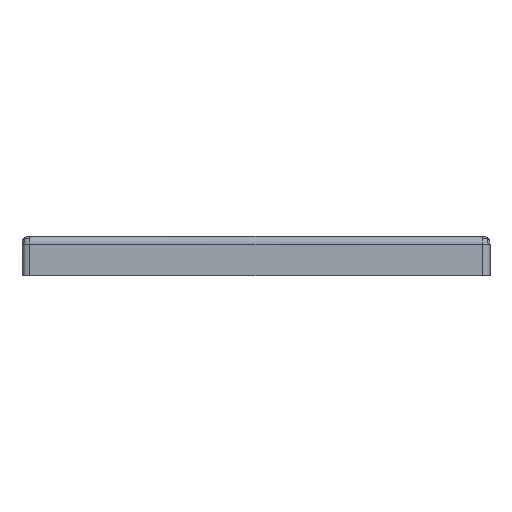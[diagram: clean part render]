
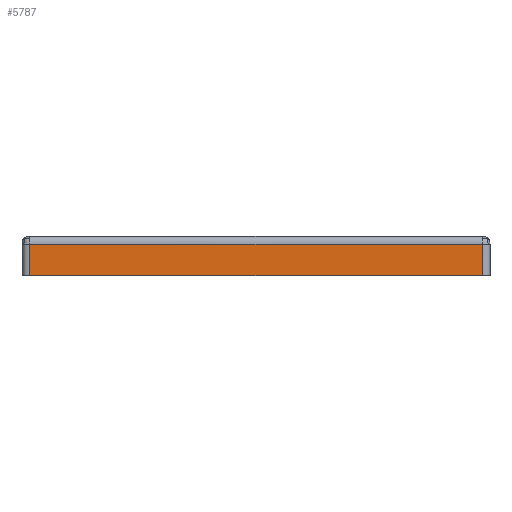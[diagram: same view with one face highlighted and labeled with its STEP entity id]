
A CAD part, front view. The second image highlights one B-rep face of the part: STEP entity #5787.
In plain terms, the highlighted planar face has unit normal (0, -1, 0).
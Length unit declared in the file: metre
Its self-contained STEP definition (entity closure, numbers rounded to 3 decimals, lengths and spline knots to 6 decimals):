
#837=B_SPLINE_CURVE_WITH_KNOTS('',3,(#11746,#11747,#11748,#11749),
 .UNSPECIFIED.,.F.,.F.,(4,4),(0.,1.),.UNSPECIFIED.);
#838=B_SPLINE_CURVE_WITH_KNOTS('',3,(#11752,#11753,#11754,#11755),
 .UNSPECIFIED.,.F.,.F.,(4,4),(0.,1.),.UNSPECIFIED.);
#839=B_SPLINE_CURVE_WITH_KNOTS('',3,(#11756,#11757,#11758,#11759),
 .UNSPECIFIED.,.F.,.F.,(4,4),(0.,1.),.UNSPECIFIED.);
#2472=ORIENTED_EDGE('',*,*,#3495,.T.);
#2473=ORIENTED_EDGE('',*,*,#3496,.T.);
#2474=ORIENTED_EDGE('',*,*,#2707,.F.);
#2475=ORIENTED_EDGE('',*,*,#3497,.T.);
#2707=EDGE_CURVE('',#3592,#3593,#4119,.T.);
#3495=EDGE_CURVE('',#4077,#4078,#837,.T.);
#3496=EDGE_CURVE('',#4078,#3593,#838,.T.);
#3497=EDGE_CURVE('',#3592,#4077,#839,.T.);
#3592=VERTEX_POINT('',#6855);
#3593=VERTEX_POINT('',#6857);
#4077=VERTEX_POINT('',#11750);
#4078=VERTEX_POINT('',#11751);
#4119=LINE('',#6856,#4364);
#4364=VECTOR('',#6094,1.);
#4942=EDGE_LOOP('',(#2472,#2473,#2474,#2475));
#5336=FACE_BOUND('',#4942,.T.);
#5476=PLANE('',#6068);
#5787=ADVANCED_FACE('',(#5336),#5476,.T.);
#6068=AXIS2_PLACEMENT_3D('',#11745,#6756,#6757);
#6094=DIRECTION('',(-1.,0.,0.));
#6756=DIRECTION('',(0.,-1.,0.));
#6757=DIRECTION('',(0.,0.,-1.));
#6855=CARTESIAN_POINT('',(0.05775,-0.05975,0.005));
#6856=CARTESIAN_POINT('',(0.,-0.05975,0.005));
#6857=CARTESIAN_POINT('',(-0.05775,-0.05975,0.005));
#11745=CARTESIAN_POINT('',(0.,-0.05975,0.015));
#11746=CARTESIAN_POINT('',(0.05775,-0.05975,0.013));
#11747=CARTESIAN_POINT('',(0.01925,-0.05975,0.013));
#11748=CARTESIAN_POINT('',(-0.01925,-0.05975,0.013));
#11749=CARTESIAN_POINT('',(-0.05775,-0.05975,0.013));
#11750=CARTESIAN_POINT('',(0.05775,-0.05975,0.013));
#11751=CARTESIAN_POINT('',(-0.05775,-0.05975,0.013));
#11752=CARTESIAN_POINT('',(-0.05775,-0.05975,0.013));
#11753=CARTESIAN_POINT('',(-0.05775,-0.05975,0.010333));
#11754=CARTESIAN_POINT('',(-0.05775,-0.05975,0.007667));
#11755=CARTESIAN_POINT('',(-0.05775,-0.05975,0.005));
#11756=CARTESIAN_POINT('',(0.05775,-0.05975,0.005));
#11757=CARTESIAN_POINT('',(0.05775,-0.05975,0.007667));
#11758=CARTESIAN_POINT('',(0.05775,-0.05975,0.010333));
#11759=CARTESIAN_POINT('',(0.05775,-0.05975,0.013));
